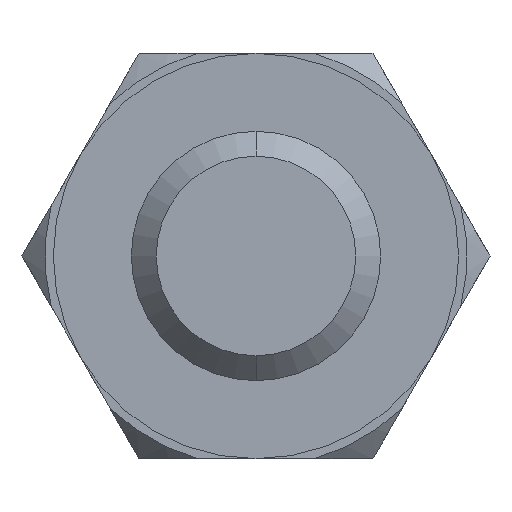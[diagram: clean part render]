
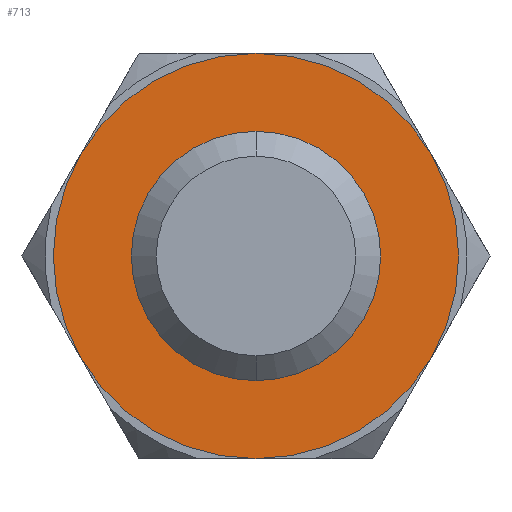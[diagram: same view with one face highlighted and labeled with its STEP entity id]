
A CAD part, front view. The second image highlights one B-rep face of the part: STEP entity #713.
In plain terms, the highlighted planar face has unit normal (0, -1, 0).
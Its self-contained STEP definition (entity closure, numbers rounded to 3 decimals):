
#8 = PLANE ( 'NONE',  #365 ) ;
#14 = DIRECTION ( 'NONE',  ( 0., 0., 1. ) ) ;
#104 = CIRCLE ( 'NONE', #993, 6.5 ) ;
#113 = CARTESIAN_POINT ( 'NONE',  ( 0., -5.3, 4. ) ) ;
#121 = VERTEX_POINT ( 'NONE', #150 ) ;
#150 = CARTESIAN_POINT ( 'NONE',  ( 0., -5.3, -4. ) ) ;
#152 = CIRCLE ( 'NONE', #193, 4. ) ;
#166 = EDGE_CURVE ( 'NONE', #121, #346, #152, .T. ) ;
#177 = EDGE_LOOP ( 'NONE', ( #695, #190 ) ) ;
#182 = CARTESIAN_POINT ( 'NONE',  ( 0., -5.3, 0. ) ) ;
#190 = ORIENTED_EDGE ( 'NONE', *, *, #229, .T. ) ;
#193 = AXIS2_PLACEMENT_3D ( 'NONE', #711, #639, #954 ) ;
#216 = CARTESIAN_POINT ( 'NONE',  ( 0., -5.3, -6.5 ) ) ;
#222 = CARTESIAN_POINT ( 'NONE',  ( 0., -5.3, 0. ) ) ;
#229 = EDGE_CURVE ( 'NONE', #345, #424, #781, .T. ) ;
#239 = DIRECTION ( 'NONE',  ( 0., 0., 1. ) ) ;
#242 = CARTESIAN_POINT ( 'NONE',  ( 0., -5.3, 0. ) ) ;
#280 = CARTESIAN_POINT ( 'NONE',  ( 0., -5.3, 6.5 ) ) ;
#345 = VERTEX_POINT ( 'NONE', #280 ) ;
#346 = VERTEX_POINT ( 'NONE', #113 ) ;
#365 = AXIS2_PLACEMENT_3D ( 'NONE', #242, #475, #14 ) ;
#384 = DIRECTION ( 'NONE',  ( 0., -1., 0. ) ) ;
#390 = ORIENTED_EDGE ( 'NONE', *, *, #166, .F. ) ;
#424 = VERTEX_POINT ( 'NONE', #216 ) ;
#433 = AXIS2_PLACEMENT_3D ( 'NONE', #222, #384, #933 ) ;
#475 = DIRECTION ( 'NONE',  ( 0., 1., 0. ) ) ;
#558 = DIRECTION ( 'NONE',  ( 0., -1., 0. ) ) ;
#567 = DIRECTION ( 'NONE',  ( 0., -1., 0. ) ) ;
#600 = EDGE_CURVE ( 'NONE', #346, #121, #819, .T. ) ;
#619 = ORIENTED_EDGE ( 'NONE', *, *, #600, .F. ) ;
#639 = DIRECTION ( 'NONE',  ( 0., -1., 0. ) ) ;
#652 = DIRECTION ( 'NONE',  ( 0., 0., 1. ) ) ;
#695 = ORIENTED_EDGE ( 'NONE', *, *, #709, .T. ) ;
#709 = EDGE_CURVE ( 'NONE', #424, #345, #104, .T. ) ;
#711 = CARTESIAN_POINT ( 'NONE',  ( 0., -5.3, 0. ) ) ;
#713 = ADVANCED_FACE ( 'NONE', ( #918, #784 ), #8, .F. ) ;
#723 = EDGE_LOOP ( 'NONE', ( #619, #390 ) ) ;
#781 = CIRCLE ( 'NONE', #891, 6.5 ) ;
#784 = FACE_OUTER_BOUND ( 'NONE', #177, .T. ) ;
#819 = CIRCLE ( 'NONE', #433, 4. ) ;
#891 = AXIS2_PLACEMENT_3D ( 'NONE', #182, #567, #652 ) ;
#918 = FACE_BOUND ( 'NONE', #723, .T. ) ;
#933 = DIRECTION ( 'NONE',  ( 0., 0., 1. ) ) ;
#948 = CARTESIAN_POINT ( 'NONE',  ( 0., -5.3, 0. ) ) ;
#954 = DIRECTION ( 'NONE',  ( 0., 0., 1. ) ) ;
#993 = AXIS2_PLACEMENT_3D ( 'NONE', #948, #558, #239 ) ;
